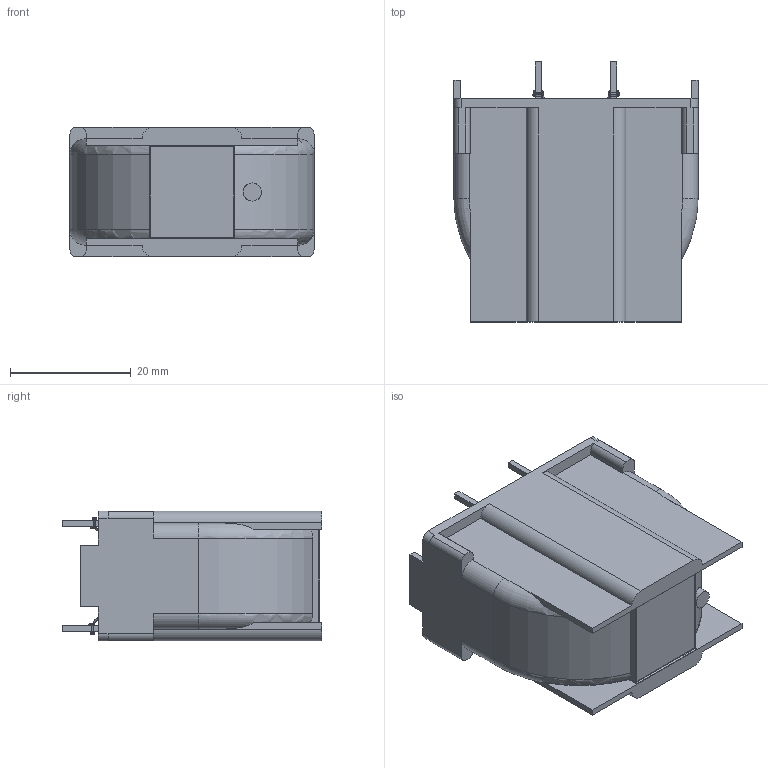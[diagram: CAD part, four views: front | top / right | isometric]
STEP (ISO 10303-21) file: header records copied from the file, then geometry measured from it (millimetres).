
FILE_DESCRIPTION((''),'2;1');
FILE_NAME('B82725J_V03_PUBLIC','2021-05-19T',('ED9263'),(''),'CREO PARAMETRIC BY PTC INC, 2018220','CREO PARAMETRIC BY PTC INC, 2018220','');
FILE_SCHEMA(('AUTOMOTIVE_DESIGN { 1 0 10303 214 1 1 1 1 }'));
Length unit declared in the file: millimetre
Products named in the file (1): B82725J_V03_PUBLIC
Bounding box: 40.4 x 43 x 21.5 mm (x, y, z)
Volume: 25270.4 mm3; surface area: 6446.3 mm2
Topology: 1 solids, 1 shells, 309 faces, 918 edges, 583 vertices
Faces by surface type: cylinder 114, bspline 96, plane 83, torus 12, sphere 4
Entity records: 21061 total; most frequent: CARTESIAN_POINT 9824, ORIENTED_EDGE 1762, DIRECTION 1250, EDGE_CURVE 881, FILL_AREA_STYLE_COLOUR 598, FILL_AREA_STYLE 598, SURFACE_STYLE_FILL_AREA 598, SURFACE_SIDE_STYLE 598
